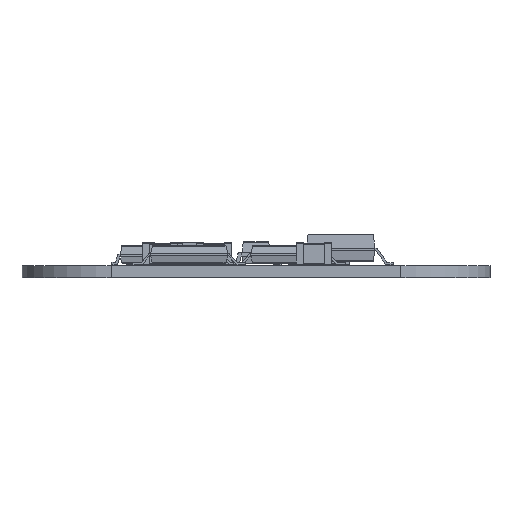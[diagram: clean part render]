
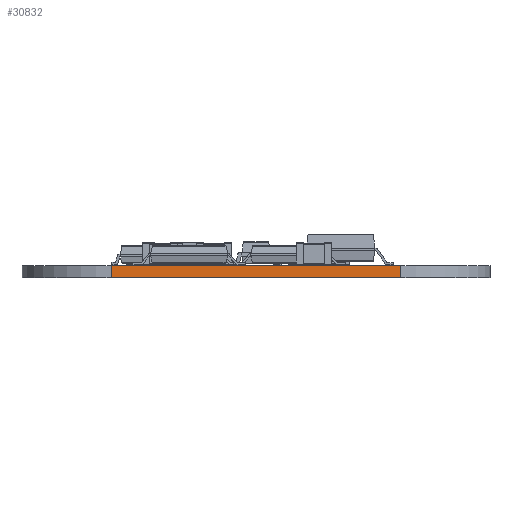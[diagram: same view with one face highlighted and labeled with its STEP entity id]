
A CAD part, front view. The second image highlights one B-rep face of the part: STEP entity #30832.
In plain terms, the highlighted planar face has unit normal (0, -1, 0).
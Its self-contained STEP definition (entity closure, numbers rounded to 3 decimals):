
#30088 = VERTEX_POINT('',#30089);
#30089 = CARTESIAN_POINT('',(3.175,-33.655,0.));
#30096 = EDGE_CURVE('',#30097,#30088,#30099,.T.);
#30097 = VERTEX_POINT('',#30098);
#30098 = CARTESIAN_POINT('',(19.685,-33.655,0.));
#30099 = LINE('',#30100,#30101);
#30100 = CARTESIAN_POINT('',(19.685,-33.655,0.));
#30101 = VECTOR('',#30102,1.);
#30102 = DIRECTION('',(-1.,0.,0.));
#30421 = VERTEX_POINT('',#30422);
#30422 = CARTESIAN_POINT('',(3.175,-33.655,0.7));
#30429 = EDGE_CURVE('',#30430,#30421,#30432,.T.);
#30430 = VERTEX_POINT('',#30431);
#30431 = CARTESIAN_POINT('',(19.685,-33.655,0.7));
#30432 = LINE('',#30433,#30434);
#30433 = CARTESIAN_POINT('',(19.685,-33.655,0.7));
#30434 = VECTOR('',#30435,1.);
#30435 = DIRECTION('',(-1.,0.,0.));
#30802 = EDGE_CURVE('',#30088,#30421,#30803,.T.);
#30803 = LINE('',#30804,#30805);
#30804 = CARTESIAN_POINT('',(3.175,-33.655,0.));
#30805 = VECTOR('',#30806,1.);
#30806 = DIRECTION('',(0.,0.,1.));
#30821 = EDGE_CURVE('',#30097,#30430,#30822,.T.);
#30822 = LINE('',#30823,#30824);
#30823 = CARTESIAN_POINT('',(19.685,-33.655,0.));
#30824 = VECTOR('',#30825,1.);
#30825 = DIRECTION('',(0.,0.,1.));
#30832 = ADVANCED_FACE('',(#30833),#30839,.T.);
#30833 = FACE_BOUND('',#30834,.T.);
#30834 = EDGE_LOOP('',(#30835,#30836,#30837,#30838));
#30835 = ORIENTED_EDGE('',*,*,#30821,.T.);
#30836 = ORIENTED_EDGE('',*,*,#30429,.T.);
#30837 = ORIENTED_EDGE('',*,*,#30802,.F.);
#30838 = ORIENTED_EDGE('',*,*,#30096,.F.);
#30839 = PLANE('',#30840);
#30840 = AXIS2_PLACEMENT_3D('',#30841,#30842,#30843);
#30841 = CARTESIAN_POINT('',(19.685,-33.655,0.));
#30842 = DIRECTION('',(0.,-1.,0.));
#30843 = DIRECTION('',(-1.,0.,0.));
